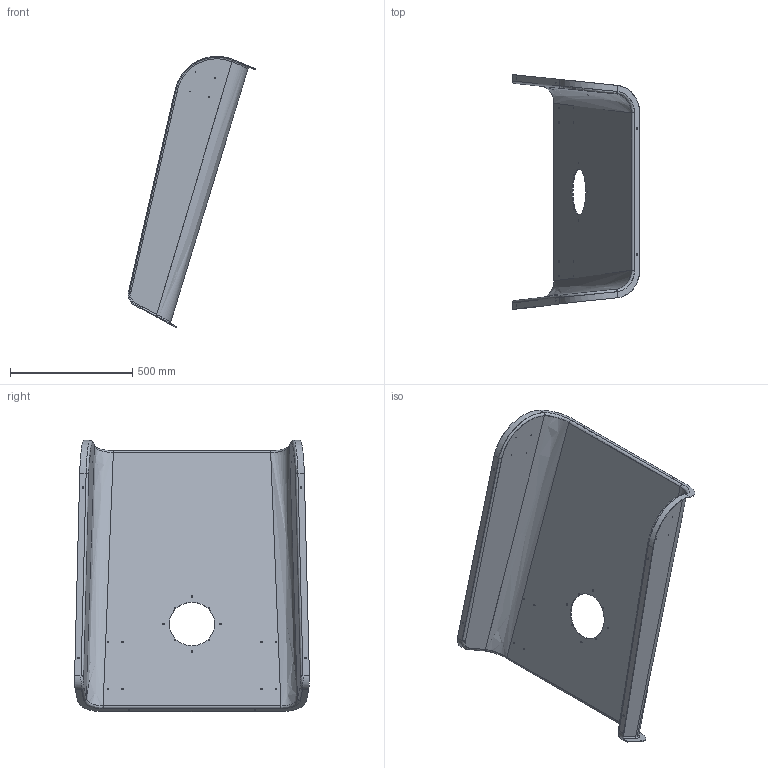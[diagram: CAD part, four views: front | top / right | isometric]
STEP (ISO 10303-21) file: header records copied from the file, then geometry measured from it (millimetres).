
FILE_DESCRIPTION((''),'2;1');
FILE_NAME('V02_PLT-GLD_TRASERA_INT.stp','2016-03-01T09:31:51',('uklkljlkk'),(''),'Autodesk Inventor 2013','Autodesk Inventor 2013','');
FILE_SCHEMA(('AUTOMOTIVE_DESIGN { 1 0 10303 214 1 1 1 1 }'));
Length unit declared in the file: millimetre
Products named in the file (1): V02_PLT-GLD_TRASERA_INT
Bounding box: 521.21 x 960.59 x 1109.9 mm (x, y, z)
Volume: 4347577.5 mm3; surface area: 2915993.6 mm2
Topology: 1 solids, 1 shells, 99 faces, 275 edges, 178 vertices
Faces by surface type: cylinder 53, bspline 28, plane 18
Full cylindrical faces by diameter (mm): 3 x8, 4.5 x4, 6 x16, 6.6 x4, 186 x1
Entity records: 4092 total; most frequent: CARTESIAN_POINT 1678, DIRECTION 464, ORIENTED_EDGE 452, EDGE_CURVE 226, AXIS2_PLACEMENT_3D 198, EDGE_LOOP 198, VERTEX_POINT 162, FACE_OUTER_BOUND 99
